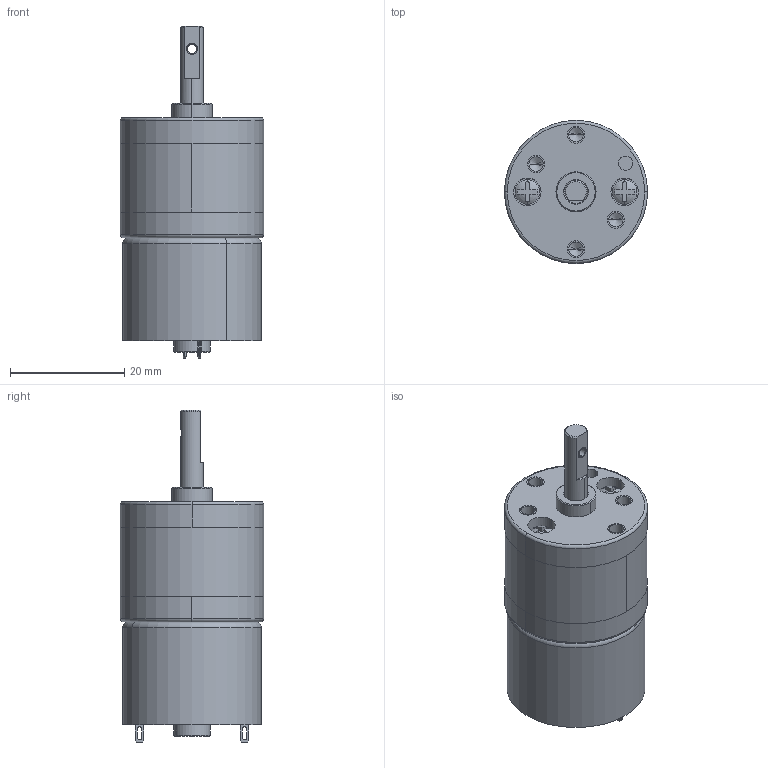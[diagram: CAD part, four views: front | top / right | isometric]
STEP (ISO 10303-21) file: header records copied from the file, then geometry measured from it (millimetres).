
FILE_DESCRIPTION((''),'2;1');
FILE_NAME('25RS-000_ASM','2024-07-10T',('86157'),(''),'PRO/ENGINEER BY PARAMETRIC TECHNOLOGY CORPORATION, 2010280','PRO/ENGINEER BY PARAMETRIC TECHNOLOGY CORPORATION, 2010280','');
FILE_SCHEMA(('CONFIG_CONTROL_DESIGN'));
Length unit declared in the file: millimetre
Products named in the file (12): DM025P410001_AF0; DM025P510002_AF0; DM025P320002_AF0; DM025P320002_AF1; DM025P310001_AF0; 25RS-001_AF0_ASM; DM025P420004-B5_AF0; DM025P410002; MOTOR-310; MOTOR_AF1_ASM; DM025P350002; 25RS-000_ASM
Assembly tree (12 placements, depth 3):
  25RS-000_ASM
    25RS-001_AF0_ASM
      DM025P410001_AF0
      DM025P510002_AF0
      DM025P320002_AF0
      DM025P320002_AF1
      DM025P310001_AF0
    DM025P420004-B5_AF0
    MOTOR_AF1_ASM
      DM025P410002
      MOTOR-310
    DM025P350002  x2
Bounding box: 25 x 25 x 58 mm (x, y, z)
Volume: 13838.1 mm3; surface area: 10510.2 mm2
Topology: 10 solids, 23 shells, 410 faces, 1007 edges, 642 vertices
Faces by surface type: cylinder 215, plane 124, cone 43, torus 24, sphere 4
Entity records: 11805 total; most frequent: DIRECTION 2274, CARTESIAN_POINT 2009, ORIENTED_EDGE 1786, AXIS2_PLACEMENT_3D 941, EDGE_CURVE 919, VERTEX_POINT 600, CIRCLE 521, EDGE_LOOP 471
